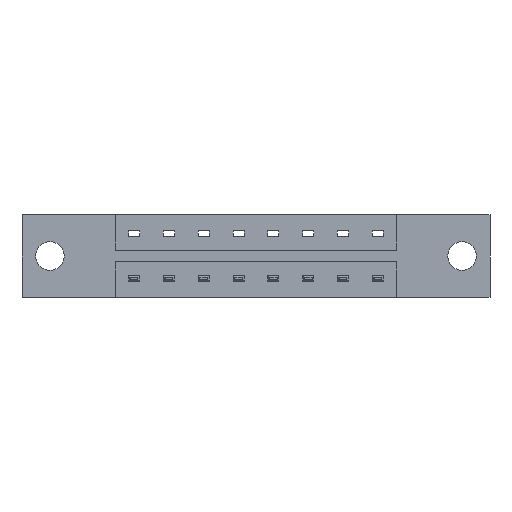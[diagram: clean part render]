
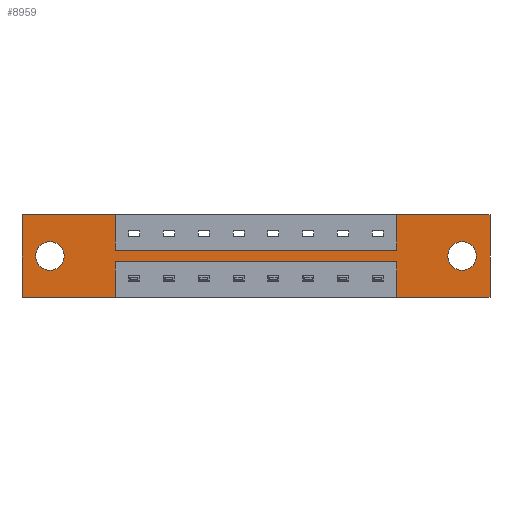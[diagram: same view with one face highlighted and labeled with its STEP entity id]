
A CAD part, front view. The second image highlights one B-rep face of the part: STEP entity #8959.
In plain terms, the highlighted planar face has unit normal (0, -1, 0).
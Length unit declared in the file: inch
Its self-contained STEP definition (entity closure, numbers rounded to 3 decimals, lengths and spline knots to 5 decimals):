
#96 = VERTEX_POINT ( 'NONE', #1231 ) ;
#330 = DIRECTION ( 'NONE',  ( 0., 0., -1. ) ) ;
#691 = CARTESIAN_POINT ( 'NONE',  ( 1.6785, 0., -0.1585 ) ) ;
#822 = VERTEX_POINT ( 'NONE', #979 ) ;
#854 = DIRECTION ( 'NONE',  ( -1., 0., 0. ) ) ;
#979 = CARTESIAN_POINT ( 'NONE',  ( 1.6785, 0., -0.2115 ) ) ;
#991 = ORIENTED_EDGE ( 'NONE', *, *, #1957, .T. ) ;
#1048 = FACE_OUTER_BOUND ( 'NONE', #4919, .T. ) ;
#1051 = ORIENTED_EDGE ( 'NONE', *, *, #7849, .T. ) ;
#1155 = ORIENTED_EDGE ( 'NONE', *, *, #2837, .T. ) ;
#1156 = VERTEX_POINT ( 'NONE', #8106 ) ;
#1190 = CARTESIAN_POINT ( 'NONE',  ( 0.4175, 0., -0.37 ) ) ;
#1231 = CARTESIAN_POINT ( 'NONE',  ( 0.4175, 0., -0.1585 ) ) ;
#1246 = VERTEX_POINT ( 'NONE', #4650 ) ;
#1284 = VECTOR ( 'NONE', #3410, 39.37008 ) ;
#1350 = ORIENTED_EDGE ( 'NONE', *, *, #2757, .T. ) ;
#1383 = ORIENTED_EDGE ( 'NONE', *, *, #7552, .F. ) ;
#1406 = VECTOR ( 'NONE', #2987, 39.37008 ) ;
#1422 = VERTEX_POINT ( 'NONE', #8923 ) ;
#1433 = ORIENTED_EDGE ( 'NONE', *, *, #5997, .F. ) ;
#1451 = DIRECTION ( 'NONE',  ( 0., 0., 1. ) ) ;
#1478 = ORIENTED_EDGE ( 'NONE', *, *, #7954, .F. ) ;
#1568 = CARTESIAN_POINT ( 'NONE',  ( 1.971, 0., -0.249 ) ) ;
#1600 = ORIENTED_EDGE ( 'NONE', *, *, #4469, .F. ) ;
#1609 = ORIENTED_EDGE ( 'NONE', *, *, #2941, .F. ) ;
#1633 = VERTEX_POINT ( 'NONE', #2716 ) ;
#1641 = VECTOR ( 'NONE', #1451, 39.37008 ) ;
#1701 = EDGE_LOOP ( 'NONE', ( #991, #1051 ) ) ;
#1773 = CARTESIAN_POINT ( 'NONE',  ( 1.971, 0., -0.121 ) ) ;
#1853 = ORIENTED_EDGE ( 'NONE', *, *, #8718, .F. ) ;
#1957 = EDGE_CURVE ( 'NONE', #4487, #8761, #8637, .T. ) ;
#1998 = VERTEX_POINT ( 'NONE', #6799 ) ;
#2025 = ORIENTED_EDGE ( 'NONE', *, *, #7596, .F. ) ;
#2223 = ORIENTED_EDGE ( 'NONE', *, *, #5333, .F. ) ;
#2353 = ORIENTED_EDGE ( 'NONE', *, *, #8465, .F. ) ;
#2385 = ORIENTED_EDGE ( 'NONE', *, *, #7490, .F. ) ;
#2422 = ORIENTED_EDGE ( 'NONE', *, *, #8615, .F. ) ;
#2432 = ORIENTED_EDGE ( 'NONE', *, *, #8121, .F. ) ;
#2445 = VERTEX_POINT ( 'NONE', #6730 ) ;
#2499 = DIRECTION ( 'NONE',  ( 0., 1., 0. ) ) ;
#2566 = VERTEX_POINT ( 'NONE', #7683 ) ;
#2656 = DIRECTION ( 'NONE',  ( 0., 1., 0. ) ) ;
#2676 = CARTESIAN_POINT ( 'NONE',  ( 0., 0., 0. ) ) ;
#2680 = CIRCLE ( 'NONE', #6353, 0.064 ) ;
#2716 = CARTESIAN_POINT ( 'NONE',  ( 1.6785, 0., -0.37 ) ) ;
#2756 = LINE ( 'NONE', #4004, #8024 ) ;
#2757 = EDGE_CURVE ( 'NONE', #1998, #2566, #8338, .T. ) ;
#2837 = EDGE_CURVE ( 'NONE', #2566, #1998, #2680, .T. ) ;
#2941 = EDGE_CURVE ( 'NONE', #3253, #6527, #5677, .T. ) ;
#2961 = CARTESIAN_POINT ( 'NONE',  ( 1.6785, 0., -0.2115 ) ) ;
#2987 = DIRECTION ( 'NONE',  ( 0., 0., -1. ) ) ;
#3253 = VERTEX_POINT ( 'NONE', #691 ) ;
#3255 = DIRECTION ( 'NONE',  ( 0., -1., 0. ) ) ;
#3407 = LINE ( 'NONE', #3736, #1406 ) ;
#3410 = DIRECTION ( 'NONE',  ( 0., 0., 1. ) ) ;
#3634 = VERTEX_POINT ( 'NONE', #7622 ) ;
#3677 = CARTESIAN_POINT ( 'NONE',  ( 0., 0., -0.37 ) ) ;
#3732 = VECTOR ( 'NONE', #7913, 39.37008 ) ;
#3736 = CARTESIAN_POINT ( 'NONE',  ( 0.4175, 0., -0.1585 ) ) ;
#3857 = CARTESIAN_POINT ( 'NONE',  ( 0.4175, 0., -0.2115 ) ) ;
#3894 = VECTOR ( 'NONE', #5179, 39.37008 ) ;
#3902 = LINE ( 'NONE', #2961, #1641 ) ;
#4004 = CARTESIAN_POINT ( 'NONE',  ( 0., 0., -0.37 ) ) ;
#4424 = DIRECTION ( 'NONE',  ( -1., 0., 0. ) ) ;
#4427 = CARTESIAN_POINT ( 'NONE',  ( 0.125, 0., -0.185 ) ) ;
#4469 = EDGE_CURVE ( 'NONE', #6527, #1246, #5646, .T. ) ;
#4487 = VERTEX_POINT ( 'NONE', #1773 ) ;
#4503 = VERTEX_POINT ( 'NONE', #5521 ) ;
#4578 = DIRECTION ( 'NONE',  ( 1., 0., 0. ) ) ;
#4650 = CARTESIAN_POINT ( 'NONE',  ( 2.096, 0., 0. ) ) ;
#4694 = DIRECTION ( 'NONE',  ( 1., 0., 0. ) ) ;
#4919 = EDGE_LOOP ( 'NONE', ( #1383, #1433, #1478, #1600, #1609, #1853, #2025, #2223, #2353, #2385, #2422, #2432 ) ) ;
#4928 = VECTOR ( 'NONE', #4578, 39.37008 ) ;
#4986 = AXIS2_PLACEMENT_3D ( 'NONE', #4427, #6484, #8370 ) ;
#5036 = FACE_BOUND ( 'NONE', #1701, .T. ) ;
#5096 = LINE ( 'NONE', #8575, #8321 ) ;
#5179 = DIRECTION ( 'NONE',  ( 0., 0., -1. ) ) ;
#5281 = LINE ( 'NONE', #2676, #1284 ) ;
#5291 = VECTOR ( 'NONE', #330, 39.37008 ) ;
#5333 = EDGE_CURVE ( 'NONE', #2445, #1156, #5096, .T. ) ;
#5403 = CARTESIAN_POINT ( 'NONE',  ( 1.971, 0., -0.185 ) ) ;
#5483 = PLANE ( 'NONE',  #8783 ) ;
#5521 = CARTESIAN_POINT ( 'NONE',  ( 0.4175, 0., -0.2115 ) ) ;
#5598 = DIRECTION ( 'NONE',  ( 0., 0., -1. ) ) ;
#5646 = LINE ( 'NONE', #6130, #7161 ) ;
#5677 = LINE ( 'NONE', #8403, #3732 ) ;
#5831 = VECTOR ( 'NONE', #854, 39.37008 ) ;
#5854 = CARTESIAN_POINT ( 'NONE',  ( 0.4175, 0., -0.2115 ) ) ;
#5967 = DIRECTION ( 'NONE',  ( 0., 0., 1. ) ) ;
#5997 = EDGE_CURVE ( 'NONE', #3634, #1633, #2756, .T. ) ;
#6026 = VECTOR ( 'NONE', #4424, 39.37008 ) ;
#6130 = CARTESIAN_POINT ( 'NONE',  ( 0., 0., 0. ) ) ;
#6353 = AXIS2_PLACEMENT_3D ( 'NONE', #7923, #7880, #5967 ) ;
#6484 = DIRECTION ( 'NONE',  ( 0., 1., 0. ) ) ;
#6527 = VERTEX_POINT ( 'NONE', #7513 ) ;
#6631 = FACE_BOUND ( 'NONE', #8470, .T. ) ;
#6685 = AXIS2_PLACEMENT_3D ( 'NONE', #5403, #2656, #5598 ) ;
#6730 = CARTESIAN_POINT ( 'NONE',  ( 0., 0., 0. ) ) ;
#6759 = CARTESIAN_POINT ( 'NONE',  ( 1.971, 0., -0.185 ) ) ;
#6778 = DIRECTION ( 'NONE',  ( 1., 0., 0. ) ) ;
#6798 = CARTESIAN_POINT ( 'NONE',  ( 0., 0., -0.37 ) ) ;
#6799 = CARTESIAN_POINT ( 'NONE',  ( 0.125, 0., -0.249 ) ) ;
#7036 = AXIS2_PLACEMENT_3D ( 'NONE', #6759, #2499, #7394 ) ;
#7161 = VECTOR ( 'NONE', #6778, 39.37008 ) ;
#7227 = CIRCLE ( 'NONE', #7036, 0.064 ) ;
#7320 = VERTEX_POINT ( 'NONE', #1190 ) ;
#7394 = DIRECTION ( 'NONE',  ( 0., 0., -1. ) ) ;
#7490 = EDGE_CURVE ( 'NONE', #7320, #1422, #7713, .T. ) ;
#7511 = LINE ( 'NONE', #5854, #3894 ) ;
#7513 = CARTESIAN_POINT ( 'NONE',  ( 1.6785, 0., 0. ) ) ;
#7552 = EDGE_CURVE ( 'NONE', #1633, #822, #3902, .T. ) ;
#7596 = EDGE_CURVE ( 'NONE', #1156, #96, #3407, .T. ) ;
#7622 = CARTESIAN_POINT ( 'NONE',  ( 2.096, 0., -0.37 ) ) ;
#7683 = CARTESIAN_POINT ( 'NONE',  ( 0.125, 0., -0.121 ) ) ;
#7713 = LINE ( 'NONE', #3677, #6026 ) ;
#7849 = EDGE_CURVE ( 'NONE', #8761, #4487, #7227, .T. ) ;
#7866 = CARTESIAN_POINT ( 'NONE',  ( 0.4175, 0., -0.1585 ) ) ;
#7880 = DIRECTION ( 'NONE',  ( 0., 1., 0. ) ) ;
#7906 = LINE ( 'NONE', #3857, #5831 ) ;
#7913 = DIRECTION ( 'NONE',  ( 0., 0., 1. ) ) ;
#7923 = CARTESIAN_POINT ( 'NONE',  ( 0.125, 0., -0.185 ) ) ;
#7954 = EDGE_CURVE ( 'NONE', #1246, #3634, #8671, .T. ) ;
#8024 = VECTOR ( 'NONE', #8617, 39.37008 ) ;
#8047 = DIRECTION ( 'NONE',  ( 0., 0., -1. ) ) ;
#8106 = CARTESIAN_POINT ( 'NONE',  ( 0.4175, 0., 0. ) ) ;
#8121 = EDGE_CURVE ( 'NONE', #822, #4503, #7906, .T. ) ;
#8321 = VECTOR ( 'NONE', #4694, 39.37008 ) ;
#8338 = CIRCLE ( 'NONE', #4986, 0.064 ) ;
#8370 = DIRECTION ( 'NONE',  ( 0., 0., 1. ) ) ;
#8377 = LINE ( 'NONE', #7866, #4928 ) ;
#8403 = CARTESIAN_POINT ( 'NONE',  ( 1.6785, 0., -0.1585 ) ) ;
#8465 = EDGE_CURVE ( 'NONE', #1422, #2445, #5281, .T. ) ;
#8470 = EDGE_LOOP ( 'NONE', ( #1155, #1350 ) ) ;
#8575 = CARTESIAN_POINT ( 'NONE',  ( 0., 0., 0. ) ) ;
#8615 = EDGE_CURVE ( 'NONE', #4503, #7320, #7511, .T. ) ;
#8617 = DIRECTION ( 'NONE',  ( -1., 0., 0. ) ) ;
#8637 = CIRCLE ( 'NONE', #6685, 0.064 ) ;
#8671 = LINE ( 'NONE', #8724, #5291 ) ;
#8718 = EDGE_CURVE ( 'NONE', #96, #3253, #8377, .T. ) ;
#8724 = CARTESIAN_POINT ( 'NONE',  ( 2.096, 0., 0. ) ) ;
#8761 = VERTEX_POINT ( 'NONE', #1568 ) ;
#8783 = AXIS2_PLACEMENT_3D ( 'NONE', #6798, #3255, #8047 ) ;
#8923 = CARTESIAN_POINT ( 'NONE',  ( 0., 0., -0.37 ) ) ;
#8959 = ADVANCED_FACE ( 'NONE', ( #5036, #6631, #1048 ), #5483, .T. ) ;
